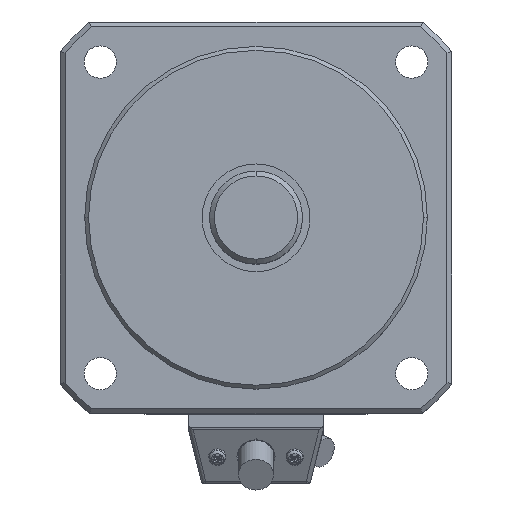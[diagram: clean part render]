
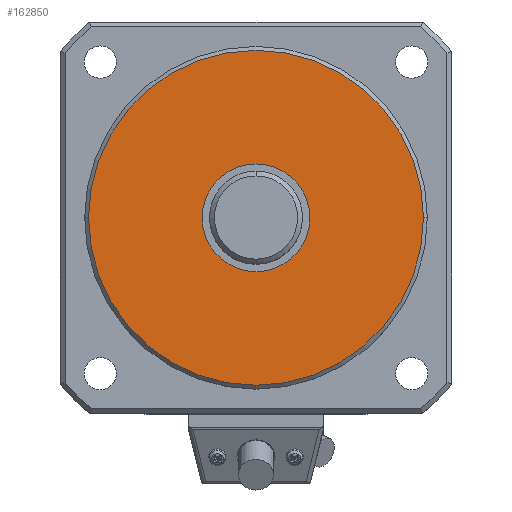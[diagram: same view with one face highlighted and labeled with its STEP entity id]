
A CAD part, top view. The second image highlights one B-rep face of the part: STEP entity #162850.
In plain terms, the highlighted face is planar.
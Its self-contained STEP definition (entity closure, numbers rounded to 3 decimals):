
#162500=CARTESIAN_POINT('',(-37.75,0.,-30.9));
#162510=DIRECTION('',(0.,0.,-1.));
#162520=DIRECTION('',(-1.,0.,0.));
#162530=AXIS2_PLACEMENT_3D('',#162500,#162510,#162520);
#162540=PLANE('',#162530);
#162550=CARTESIAN_POINT('',(0.,0.,-30.9));
#162560=DIRECTION('',(0.,0.,-1.));
#162570=DIRECTION('',(-1.,0.,0.));
#162580=AXIS2_PLACEMENT_3D('',#162550,#162560,#162570);
#162590=CIRCLE('',#162580,11.);
#162600=CARTESIAN_POINT('',(-11.,0.,-30.9));
#162610=VERTEX_POINT('',#162600);
#162620=CARTESIAN_POINT('',(11.,0.,-30.9));
#162630=VERTEX_POINT('',#162620);
#162640=EDGE_CURVE('',#162610,#162630,#162590,.T.);
#162650=ORIENTED_EDGE('',*,*,#162640,.F.);
#162660=EDGE_CURVE('',#162630,#162610,#162590,.T.);
#162670=ORIENTED_EDGE('',*,*,#162660,.F.);
#162680=EDGE_LOOP('',(#162670,#162650));
#162690=FACE_BOUND('',#162680,.T.);
#162700=CARTESIAN_POINT('',(0.,0.,-30.9));
#162710=DIRECTION('',(0.,0.,-1.));
#162720=DIRECTION('',(-1.,0.,0.));
#162730=AXIS2_PLACEMENT_3D('',#162700,#162710,#162720);
#162740=CIRCLE('',#162730,34.2);
#162750=CARTESIAN_POINT('',(-34.2,0.,-30.9));
#162760=VERTEX_POINT('',#162750);
#162770=CARTESIAN_POINT('',(34.2,0.,-30.9));
#162780=VERTEX_POINT('',#162770);
#162790=EDGE_CURVE('',#162760,#162780,#162740,.T.);
#162800=ORIENTED_EDGE('',*,*,#162790,.T.);
#162810=EDGE_CURVE('',#162780,#162760,#162740,.T.);
#162820=ORIENTED_EDGE('',*,*,#162810,.T.);
#162830=EDGE_LOOP('',(#162820,#162800));
#162840=FACE_OUTER_BOUND('',#162830,.T.);
#162850=ADVANCED_FACE('',(#162690,#162840),#162540,.T.);
